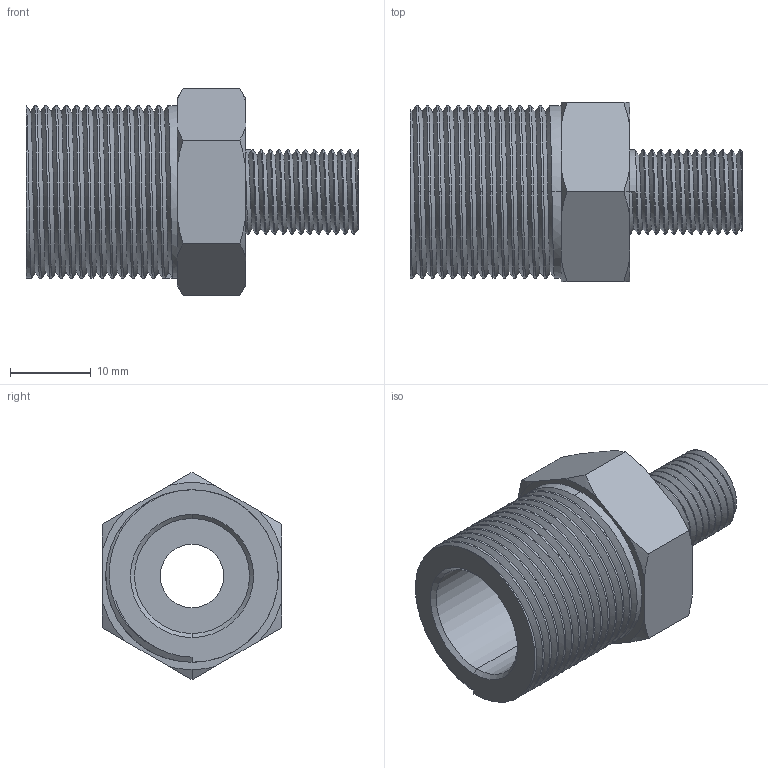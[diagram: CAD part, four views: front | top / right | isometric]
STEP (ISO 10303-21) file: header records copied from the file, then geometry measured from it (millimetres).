
FILE_DESCRIPTION (( 'STEP AP203' ), '1' );
FILE_NAME ('BFMC-12N-14N.step', '2016-02-15T20:05:29', ( '' ), ( '' ), 'SwSTEP 2.0', 'SolidWorks 2015', '' );
FILE_SCHEMA (( 'CONFIG_CONTROL_DESIGN' ));
Length unit declared in the file: inch
Products named in the file (1): BFMC-12N-14N
Bounding box: 41.07 x 22.23 x 25.66 mm (x, y, z)
Volume: 6948.8 mm3; surface area: 5367.4 mm2
Topology: 1 solids, 1 shells, 95 faces, 260 edges, 170 vertices
Faces by surface type: cylinder 60, cone 16, plane 14, bspline 5
Entity records: 6275 total; most frequent: CARTESIAN_POINT 4155, ORIENTED_EDGE 520, DIRECTION 337, EDGE_CURVE 260, VERTEX_POINT 170, AXIS2_PLACEMENT_3D 123, EDGE_LOOP 100, FACE_OUTER_BOUND 95
